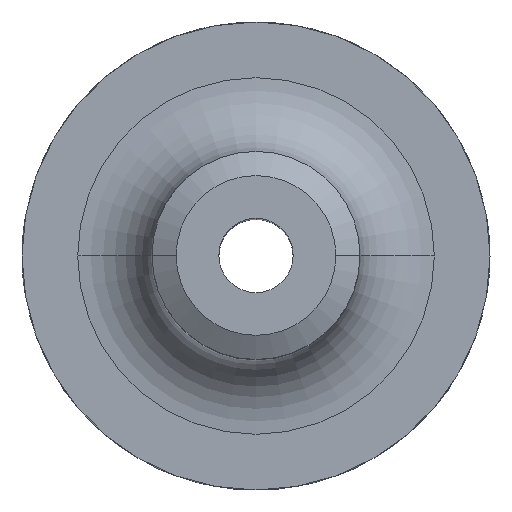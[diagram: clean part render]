
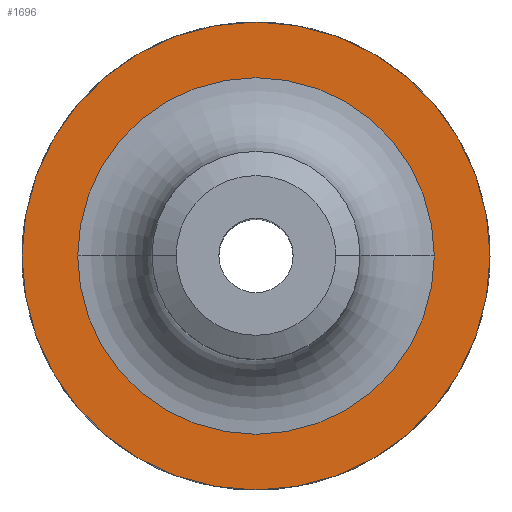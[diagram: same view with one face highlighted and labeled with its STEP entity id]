
A CAD part, top view. The second image highlights one B-rep face of the part: STEP entity #1696.
In plain terms, the highlighted planar face has unit normal (0, 0, 1).
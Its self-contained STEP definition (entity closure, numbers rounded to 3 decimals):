
#18 = FACE_BOUND ( 'NONE', #1302, .T. ) ;
#57 = AXIS2_PLACEMENT_3D ( 'NONE', #1258, #402, #844 ) ;
#64 = AXIS2_PLACEMENT_3D ( 'NONE', #1523, #680, #1387 ) ;
#94 = VERTEX_POINT ( 'NONE', #433 ) ;
#122 = PLANE ( 'NONE',  #270 ) ;
#236 = CARTESIAN_POINT ( 'NONE',  ( 24., 0., 27. ) ) ;
#270 = AXIS2_PLACEMENT_3D ( 'NONE', #1259, #405, #970 ) ;
#293 = ORIENTED_EDGE ( 'NONE', *, *, #1234, .T. ) ;
#402 = DIRECTION ( 'NONE',  ( 0., 0., -1. ) ) ;
#405 = DIRECTION ( 'NONE',  ( 0., 0., -1. ) ) ;
#410 = DIRECTION ( 'NONE',  ( 0., 0., -1. ) ) ;
#433 = CARTESIAN_POINT ( 'NONE',  ( 31.5, 0., 27. ) ) ;
#507 = CIRCLE ( 'NONE', #57, 24. ) ;
#550 = DIRECTION ( 'NONE',  ( 0., 0., -1. ) ) ;
#614 = VERTEX_POINT ( 'NONE', #236 ) ;
#635 = ORIENTED_EDGE ( 'NONE', *, *, #677, .T. ) ;
#677 = EDGE_CURVE ( 'NONE', #762, #614, #507, .T. ) ;
#680 = DIRECTION ( 'NONE',  ( 0., 0., -1. ) ) ;
#713 = FACE_OUTER_BOUND ( 'NONE', #1697, .T. ) ;
#714 = CARTESIAN_POINT ( 'NONE',  ( -24., 0., 27. ) ) ;
#734 = EDGE_CURVE ( 'NONE', #775, #94, #1684, .T. ) ;
#762 = VERTEX_POINT ( 'NONE', #714 ) ;
#775 = VERTEX_POINT ( 'NONE', #1433 ) ;
#781 = ORIENTED_EDGE ( 'NONE', *, *, #1591, .F. ) ;
#799 = AXIS2_PLACEMENT_3D ( 'NONE', #1386, #550, #1101 ) ;
#844 = DIRECTION ( 'NONE',  ( -1., 0., 0. ) ) ;
#847 = CIRCLE ( 'NONE', #64, 24. ) ;
#970 = DIRECTION ( 'NONE',  ( -1., 0., 0. ) ) ;
#1101 = DIRECTION ( 'NONE',  ( -1., 0., 0. ) ) ;
#1234 = EDGE_CURVE ( 'NONE', #614, #762, #847, .T. ) ;
#1258 = CARTESIAN_POINT ( 'NONE',  ( 0., 0., 27. ) ) ;
#1259 = CARTESIAN_POINT ( 'NONE',  ( 0., 0., 27. ) ) ;
#1264 = CARTESIAN_POINT ( 'NONE',  ( 0., 0., 27. ) ) ;
#1302 = EDGE_LOOP ( 'NONE', ( #635, #293 ) ) ;
#1386 = CARTESIAN_POINT ( 'NONE',  ( 0., 0., 27. ) ) ;
#1387 = DIRECTION ( 'NONE',  ( -1., 0., 0. ) ) ;
#1405 = ORIENTED_EDGE ( 'NONE', *, *, #734, .F. ) ;
#1433 = CARTESIAN_POINT ( 'NONE',  ( -31.5, 0., 27. ) ) ;
#1456 = CIRCLE ( 'NONE', #799, 31.5 ) ;
#1506 = AXIS2_PLACEMENT_3D ( 'NONE', #1264, #410, #1557 ) ;
#1523 = CARTESIAN_POINT ( 'NONE',  ( 0., 0., 27. ) ) ;
#1557 = DIRECTION ( 'NONE',  ( -1., 0., 0. ) ) ;
#1591 = EDGE_CURVE ( 'NONE', #94, #775, #1456, .T. ) ;
#1684 = CIRCLE ( 'NONE', #1506, 31.5 ) ;
#1696 = ADVANCED_FACE ( 'NONE', ( #18, #713 ), #122, .F. ) ;
#1697 = EDGE_LOOP ( 'NONE', ( #1405, #781 ) ) ;
